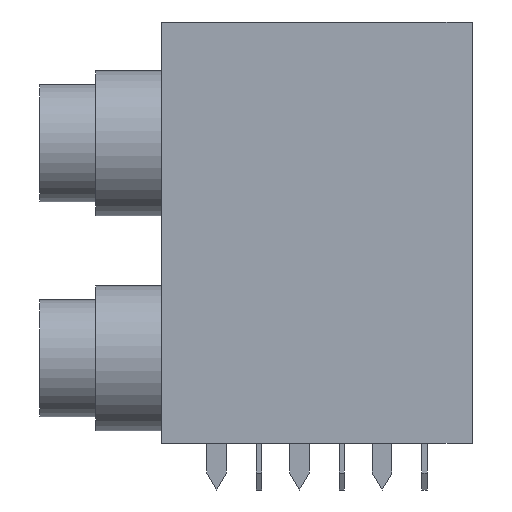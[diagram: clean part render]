
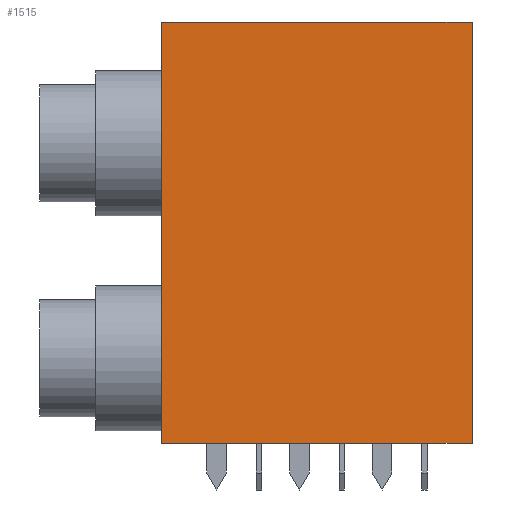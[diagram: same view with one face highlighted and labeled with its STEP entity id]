
A CAD part, front view. The second image highlights one B-rep face of the part: STEP entity #1515.
In plain terms, the highlighted planar face has unit normal (0, -1, 0).
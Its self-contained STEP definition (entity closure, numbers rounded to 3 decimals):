
#43=PLANE('',#1631);
#133=FACE_OUTER_BOUND('',#241,.T.);
#241=EDGE_LOOP('',(#1173,#1174,#1175,#1176));
#320=LINE('',#2144,#518);
#325=LINE('',#2162,#523);
#379=LINE('',#2270,#577);
#380=LINE('',#2272,#578);
#518=VECTOR('',#1746,10.);
#523=VECTOR('',#1767,10.);
#577=VECTOR('',#1827,10.);
#578=VECTOR('',#1830,10.);
#732=VERTEX_POINT('',#2140);
#734=VERTEX_POINT('',#2143);
#739=VERTEX_POINT('',#2161);
#790=VERTEX_POINT('',#2268);
#877=EDGE_CURVE('',#732,#734,#320,.T.);
#885=EDGE_CURVE('',#739,#732,#325,.T.);
#939=EDGE_CURVE('',#739,#790,#379,.T.);
#940=EDGE_CURVE('',#734,#790,#380,.T.);
#1173=ORIENTED_EDGE('',*,*,#885,.F.);
#1174=ORIENTED_EDGE('',*,*,#939,.T.);
#1175=ORIENTED_EDGE('',*,*,#940,.F.);
#1176=ORIENTED_EDGE('',*,*,#877,.F.);
#1515=ADVANCED_FACE('',(#133),#43,.T.);
#1631=AXIS2_PLACEMENT_3D('',#2271,#1828,#1829);
#1746=DIRECTION('',(0.,0.,1.));
#1767=DIRECTION('',(-1.,0.,0.));
#1827=DIRECTION('',(0.,0.,1.));
#1828=DIRECTION('center_axis',(0.,-1.,0.));
#1829=DIRECTION('ref_axis',(1.,0.,0.));
#1830=DIRECTION('',(1.,0.,0.));
#2140=CARTESIAN_POINT('',(0.,-8.,0.));
#2143=CARTESIAN_POINT('',(0.,-8.,32.3));
#2144=CARTESIAN_POINT('',(0.,-8.,0.));
#2161=CARTESIAN_POINT('',(23.85,-8.,0.));
#2162=CARTESIAN_POINT('',(23.85,-8.,0.));
#2268=CARTESIAN_POINT('',(23.85,-8.,32.3));
#2270=CARTESIAN_POINT('',(23.85,-8.,0.));
#2271=CARTESIAN_POINT('Origin',(0.,-8.,0.));
#2272=CARTESIAN_POINT('',(23.85,-8.,32.3));
